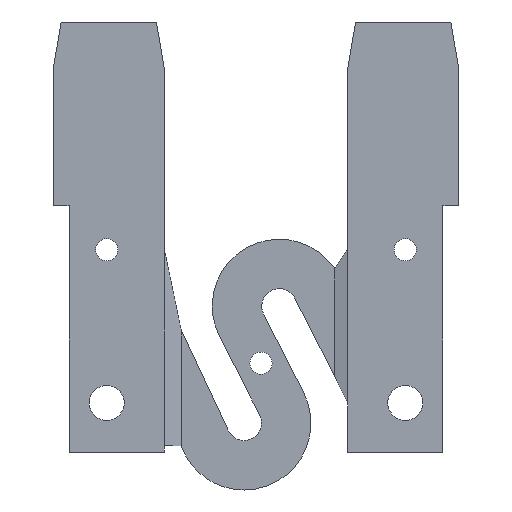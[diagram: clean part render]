
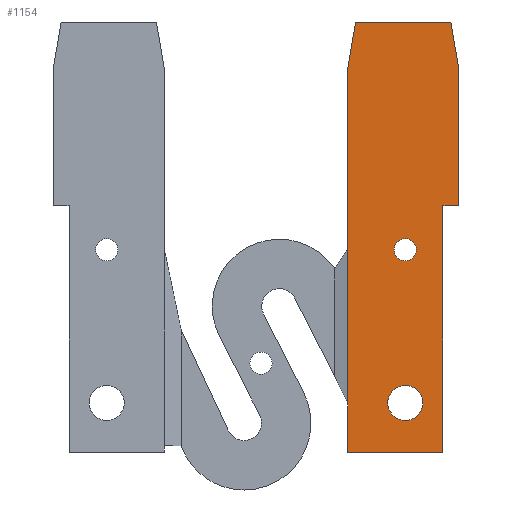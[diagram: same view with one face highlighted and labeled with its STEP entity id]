
A CAD part, front view. The second image highlights one B-rep face of the part: STEP entity #1154.
In plain terms, the highlighted planar face has unit normal (0, -1, 0).
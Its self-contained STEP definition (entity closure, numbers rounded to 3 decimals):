
#3 = CARTESIAN_POINT ( 'NONE',  ( 7.17, -0.38, 0.083 ) ) ;
#36 = VERTEX_POINT ( 'NONE', #1023 ) ;
#77 = LINE ( 'NONE', #236, #793 ) ;
#120 = ORIENTED_EDGE ( 'NONE', *, *, #1001, .T. ) ;
#124 = VERTEX_POINT ( 'NONE', #339 ) ;
#176 = DIRECTION ( 'NONE',  ( 0., 1., 0. ) ) ;
#179 = EDGE_CURVE ( 'NONE', #1150, #1336, #1603, .T. ) ;
#209 = DIRECTION ( 'NONE',  ( 0., 0., -1. ) ) ;
#217 = CARTESIAN_POINT ( 'NONE',  ( 14.6, -0.38, -13.131 ) ) ;
#229 = DIRECTION ( 'NONE',  ( 0., 0., 1. ) ) ;
#236 = CARTESIAN_POINT ( 'NONE',  ( 13.46, -0.38, -30.911 ) ) ;
#244 = EDGE_LOOP ( 'NONE', ( #1342, #120 ) ) ;
#252 = CARTESIAN_POINT ( 'NONE',  ( 10.75, -0.38, -17.111 ) ) ;
#287 = ORIENTED_EDGE ( 'NONE', *, *, #1615, .F. ) ;
#290 = CARTESIAN_POINT ( 'NONE',  ( 14.6, -0.38, -13.131 ) ) ;
#303 = DIRECTION ( 'NONE',  ( 0., 1., 0. ) ) ;
#304 = VERTEX_POINT ( 'NONE', #1337 ) ;
#311 = DIRECTION ( 'NONE',  ( 0., 0., -1. ) ) ;
#318 = CIRCLE ( 'NONE', #459, 1.26 ) ;
#329 = ORIENTED_EDGE ( 'NONE', *, *, #619, .T. ) ;
#339 = CARTESIAN_POINT ( 'NONE',  ( 10.75, -0.38, -26.091 ) ) ;
#346 = VERTEX_POINT ( 'NONE', #1327 ) ;
#350 = CARTESIAN_POINT ( 'NONE',  ( 6.6, -0.38, -30.911 ) ) ;
#360 = DIRECTION ( 'NONE',  ( 0., 0., 1. ) ) ;
#365 = VERTEX_POINT ( 'NONE', #798 ) ;
#392 = CARTESIAN_POINT ( 'NONE',  ( 14.03, -0.38, 0.083 ) ) ;
#393 = EDGE_LOOP ( 'NONE', ( #1139, #329 ) ) ;
#404 = CIRCLE ( 'NONE', #1118, 0.8 ) ;
#412 = VERTEX_POINT ( 'NONE', #806 ) ;
#440 = VERTEX_POINT ( 'NONE', #931 ) ;
#459 = AXIS2_PLACEMENT_3D ( 'NONE', #811, #176, #311 ) ;
#471 = AXIS2_PLACEMENT_3D ( 'NONE', #729, #1373, #1488 ) ;
#474 = VECTOR ( 'NONE', #1490, 1000. ) ;
#484 = AXIS2_PLACEMENT_3D ( 'NONE', #973, #1618, #1236 ) ;
#492 = ORIENTED_EDGE ( 'NONE', *, *, #554, .F. ) ;
#499 = DIRECTION ( 'NONE',  ( -1., 0., 0. ) ) ;
#521 = FACE_OUTER_BOUND ( 'NONE', #1264, .T. ) ;
#554 = EDGE_CURVE ( 'NONE', #815, #440, #1403, .T. ) ;
#558 = CARTESIAN_POINT ( 'NONE',  ( 10.75, -0.38, -27.351 ) ) ;
#593 = LINE ( 'NONE', #1633, #1090 ) ;
#618 = CARTESIAN_POINT ( 'NONE',  ( 14.03, -0.38, 0.083 ) ) ;
#619 = EDGE_CURVE ( 'NONE', #36, #1393, #942, .T. ) ;
#625 = LINE ( 'NONE', #1622, #1124 ) ;
#627 = FACE_BOUND ( 'NONE', #244, .T. ) ;
#629 = ORIENTED_EDGE ( 'NONE', *, *, #843, .F. ) ;
#669 = EDGE_CURVE ( 'NONE', #304, #1503, #625, .T. ) ;
#673 = CARTESIAN_POINT ( 'NONE',  ( 6.6, -0.38, -3.231 ) ) ;
#709 = VERTEX_POINT ( 'NONE', #873 ) ;
#720 = EDGE_CURVE ( 'NONE', #709, #815, #77, .T. ) ;
#729 = CARTESIAN_POINT ( 'NONE',  ( 10.75, -0.38, -16.311 ) ) ;
#740 = DIRECTION ( 'NONE',  ( 0., 0., -1. ) ) ;
#793 = VECTOR ( 'NONE', #499, 1000. ) ;
#798 = CARTESIAN_POINT ( 'NONE',  ( 6.6, -0.38, -16.311 ) ) ;
#806 = CARTESIAN_POINT ( 'NONE',  ( 13.46, -0.38, -13.131 ) ) ;
#810 = VECTOR ( 'NONE', #1509, 1000. ) ;
#811 = CARTESIAN_POINT ( 'NONE',  ( 10.75, -0.38, -27.351 ) ) ;
#815 = VERTEX_POINT ( 'NONE', #350 ) ;
#819 = EDGE_CURVE ( 'NONE', #1503, #412, #902, .T. ) ;
#823 = CARTESIAN_POINT ( 'NONE',  ( 6.6, -0.38, -3.231 ) ) ;
#826 = CARTESIAN_POINT ( 'NONE',  ( 7.17, -0.38, 0.083 ) ) ;
#843 = EDGE_CURVE ( 'NONE', #1336, #304, #1198, .T. ) ;
#844 = DIRECTION ( 'NONE',  ( 0., 1., 0. ) ) ;
#848 = CARTESIAN_POINT ( 'NONE',  ( 10.75, -0.38, -16.311 ) ) ;
#849 = EDGE_CURVE ( 'NONE', #412, #709, #1605, .T. ) ;
#851 = AXIS2_PLACEMENT_3D ( 'NONE', #558, #303, #944 ) ;
#873 = CARTESIAN_POINT ( 'NONE',  ( 13.46, -0.38, -30.911 ) ) ;
#902 = LINE ( 'NONE', #217, #474 ) ;
#920 = VECTOR ( 'NONE', #740, 1000. ) ;
#923 = VECTOR ( 'NONE', #229, 1000. ) ;
#931 = CARTESIAN_POINT ( 'NONE',  ( 6.6, -0.38, -27.351 ) ) ;
#932 = ORIENTED_EDGE ( 'NONE', *, *, #179, .F. ) ;
#942 = CIRCLE ( 'NONE', #471, 0.8 ) ;
#944 = DIRECTION ( 'NONE',  ( 0., 0., -1. ) ) ;
#969 = CARTESIAN_POINT ( 'NONE',  ( 6.6, -0.38, -3.231 ) ) ;
#973 = CARTESIAN_POINT ( 'NONE',  ( 0., -0.38, 0. ) ) ;
#978 = DIRECTION ( 'NONE',  ( 0., 0., -1. ) ) ;
#1001 = EDGE_CURVE ( 'NONE', #124, #346, #318, .T. ) ;
#1013 = DIRECTION ( 'NONE',  ( 1., 0., 0. ) ) ;
#1023 = CARTESIAN_POINT ( 'NONE',  ( 10.75, -0.38, -15.511 ) ) ;
#1090 = VECTOR ( 'NONE', #360, 1000. ) ;
#1118 = AXIS2_PLACEMENT_3D ( 'NONE', #848, #844, #978 ) ;
#1124 = VECTOR ( 'NONE', #209, 1000. ) ;
#1130 = CARTESIAN_POINT ( 'NONE',  ( 13.46, -0.38, -13.131 ) ) ;
#1139 = ORIENTED_EDGE ( 'NONE', *, *, #1155, .T. ) ;
#1140 = CARTESIAN_POINT ( 'NONE',  ( 7.17, -0.38, 0.083 ) ) ;
#1150 = VERTEX_POINT ( 'NONE', #826 ) ;
#1154 = ADVANCED_FACE ( 'NONE', ( #521, #627, #1228 ), #1613, .F. ) ;
#1155 = EDGE_CURVE ( 'NONE', #1393, #36, #404, .T. ) ;
#1193 = ORIENTED_EDGE ( 'NONE', *, *, #669, .F. ) ;
#1198 = LINE ( 'NONE', #618, #810 ) ;
#1205 = ORIENTED_EDGE ( 'NONE', *, *, #819, .F. ) ;
#1228 = FACE_BOUND ( 'NONE', #393, .T. ) ;
#1236 = DIRECTION ( 'NONE',  ( 0., 0., 1. ) ) ;
#1253 = LINE ( 'NONE', #823, #923 ) ;
#1260 = EDGE_CURVE ( 'NONE', #440, #365, #593, .T. ) ;
#1264 = EDGE_LOOP ( 'NONE', ( #1546, #287, #1561, #492, #1419, #1479, #1205, #1193, #629, #932 ) ) ;
#1327 = CARTESIAN_POINT ( 'NONE',  ( 10.75, -0.38, -28.611 ) ) ;
#1336 = VERTEX_POINT ( 'NONE', #392 ) ;
#1337 = CARTESIAN_POINT ( 'NONE',  ( 14.6, -0.38, -3.231 ) ) ;
#1341 = DIRECTION ( 'NONE',  ( 0., 0., 1. ) ) ;
#1342 = ORIENTED_EDGE ( 'NONE', *, *, #1554, .T. ) ;
#1373 = DIRECTION ( 'NONE',  ( 0., 1., 0. ) ) ;
#1377 = EDGE_CURVE ( 'NONE', #1512, #1150, #1648, .T. ) ;
#1381 = VECTOR ( 'NONE', #1013, 1000. ) ;
#1393 = VERTEX_POINT ( 'NONE', #252 ) ;
#1403 = LINE ( 'NONE', #969, #1457 ) ;
#1419 = ORIENTED_EDGE ( 'NONE', *, *, #720, .F. ) ;
#1457 = VECTOR ( 'NONE', #1341, 1000. ) ;
#1467 = VECTOR ( 'NONE', #1530, 1000. ) ;
#1479 = ORIENTED_EDGE ( 'NONE', *, *, #849, .F. ) ;
#1488 = DIRECTION ( 'NONE',  ( 0., 0., -1. ) ) ;
#1490 = DIRECTION ( 'NONE',  ( -1., 0., 0. ) ) ;
#1501 = CIRCLE ( 'NONE', #851, 1.26 ) ;
#1503 = VERTEX_POINT ( 'NONE', #290 ) ;
#1509 = DIRECTION ( 'NONE',  ( 0.17, 0., -0.986 ) ) ;
#1512 = VERTEX_POINT ( 'NONE', #673 ) ;
#1530 = DIRECTION ( 'NONE',  ( 0.17, 0., 0.986 ) ) ;
#1546 = ORIENTED_EDGE ( 'NONE', *, *, #1377, .F. ) ;
#1554 = EDGE_CURVE ( 'NONE', #346, #124, #1501, .T. ) ;
#1561 = ORIENTED_EDGE ( 'NONE', *, *, #1260, .F. ) ;
#1603 = LINE ( 'NONE', #1140, #1381 ) ;
#1605 = LINE ( 'NONE', #1130, #920 ) ;
#1613 = PLANE ( 'NONE',  #484 ) ;
#1615 = EDGE_CURVE ( 'NONE', #365, #1512, #1253, .T. ) ;
#1618 = DIRECTION ( 'NONE',  ( 0., 1., 0. ) ) ;
#1622 = CARTESIAN_POINT ( 'NONE',  ( 14.6, -0.38, -3.231 ) ) ;
#1633 = CARTESIAN_POINT ( 'NONE',  ( 6.6, -0.38, -27.351 ) ) ;
#1648 = LINE ( 'NONE', #3, #1467 ) ;
